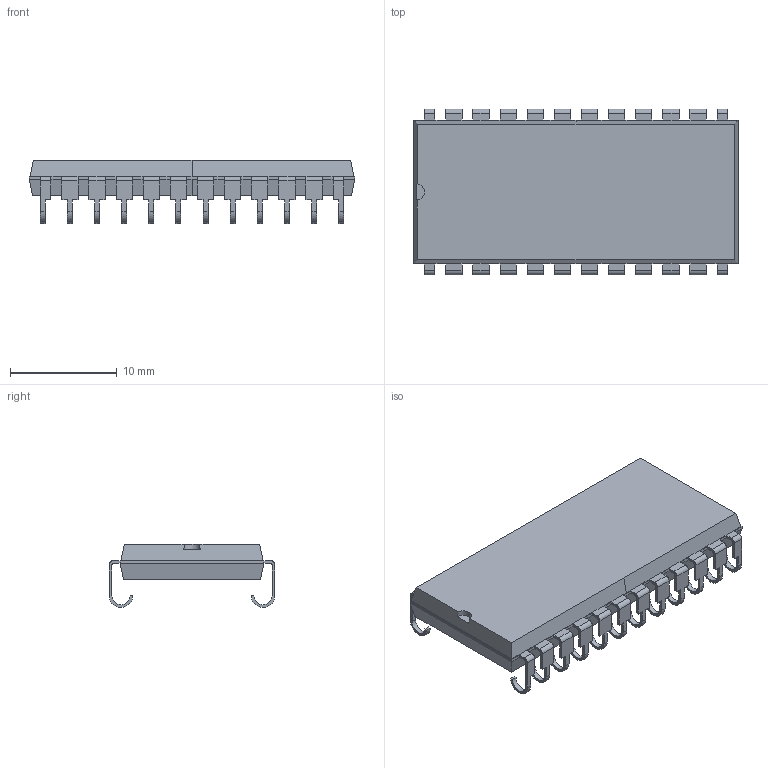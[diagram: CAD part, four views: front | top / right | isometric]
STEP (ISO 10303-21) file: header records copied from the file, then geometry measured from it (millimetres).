
FILE_DESCRIPTION(('FreeCAD Model'),'2;1');
FILE_NAME('DIP-24_crimped.step', '2021-05-27T04:13:25',('Author'),(''), 'Open CASCADE STEP processor 7.4','FreeCAD','Unknown');
FILE_SCHEMA(('AUTOMOTIVE_DESIGN { 1 0 10303 214 1 1 1 1 }'));
Length unit declared in the file: millimetre
Products named in the file (1): DIP-24_crimped
Bounding box: 30.48 x 15.49 x 5.9 mm (x, y, z)
Volume: 1337.1 mm3; surface area: 1426.7 mm2
Topology: 1 solids, 1 shells, 426 faces, 1164 edges, 740 vertices
Faces by surface type: plane 287, cylinder 97, bspline 42
Entity records: 16525 total; most frequent: CARTESIAN_POINT 2797, ORIENTED_EDGE 2328, DIRECTION 2105, EDGE_CURVE 1164, LINE 943, VECTOR 943, VERTEX_POINT 740, AXIS2_PLACEMENT_3D 581
